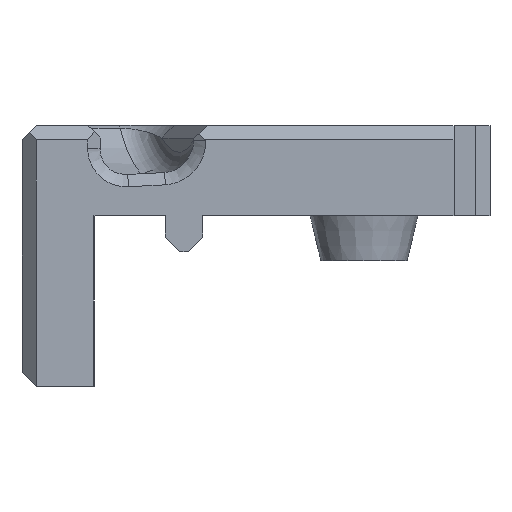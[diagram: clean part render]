
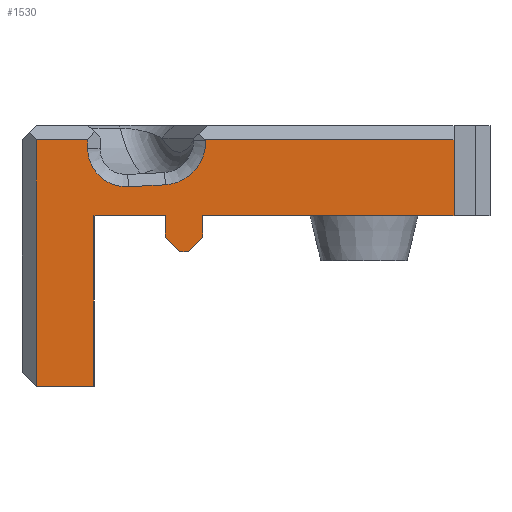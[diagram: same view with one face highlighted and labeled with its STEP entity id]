
A CAD part, left-side view. The second image highlights one B-rep face of the part: STEP entity #1530.
In plain terms, the highlighted planar face has unit normal (-1, 0, 0).
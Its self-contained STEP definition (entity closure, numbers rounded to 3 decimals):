
#43=B_SPLINE_CURVE_WITH_KNOTS('',3,(#2202,#2203,#2204,#2205,#2206,#2207,
#2208,#2209,#2210,#2211,#2212,#2213,#2214),.UNSPECIFIED.,.F.,.F.,(4,3,3,
3,4),(0.,0.25,0.5,0.75,1.),
 .UNSPECIFIED.);
#44=B_SPLINE_CURVE_WITH_KNOTS('',3,(#2216,#2217,#2218,#2219,#2220,#2221),
 .UNSPECIFIED.,.F.,.F.,(4,2,4),(0.,0.103,0.206),
 .UNSPECIFIED.);
#45=B_SPLINE_CURVE_WITH_KNOTS('',3,(#2223,#2224,#2225,#2226,#2227,#2228,
#2229,#2230,#2231,#2232,#2233,#2234,#2235),.UNSPECIFIED.,.F.,.F.,(4,3,3,
3,4),(0.,0.25,0.5,0.75,1.),
 .UNSPECIFIED.);
#74=FACE_OUTER_BOUND('',#163,.T.);
#163=EDGE_LOOP('',(#1033,#1034,#1035,#1036,#1037,#1038,#1039,#1040,#1041,
#1042,#1043,#1044,#1045,#1046,#1047,#1048,#1049,#1050));
#276=LINE('',#2126,#453);
#290=LINE('',#2157,#467);
#298=LINE('',#2182,#475);
#299=LINE('',#2184,#476);
#300=LINE('',#2185,#477);
#301=LINE('',#2187,#478);
#302=LINE('',#2189,#479);
#303=LINE('',#2191,#480);
#304=LINE('',#2193,#481);
#305=LINE('',#2194,#482);
#306=LINE('',#2196,#483);
#307=LINE('',#2198,#484);
#308=LINE('',#2200,#485);
#309=LINE('',#2237,#486);
#310=LINE('',#2238,#487);
#453=VECTOR('',#1737,3.962);
#467=VECTOR('',#1755,13.962);
#475=VECTOR('',#1773,13.7);
#476=VECTOR('',#1774,3.2);
#477=VECTOR('',#1775,9.5);
#478=VECTOR('',#1776,1.2);
#479=VECTOR('',#1777,1.131);
#480=VECTOR('',#1778,0.477);
#481=VECTOR('',#1779,1.131);
#482=VECTOR('',#1780,1.2);
#483=VECTOR('',#1781,4.2);
#484=VECTOR('',#1782,13.779);
#485=VECTOR('',#1783,0.038);
#486=VECTOR('',#1784,0.461);
#487=VECTOR('',#1785,2.853);
#630=VERTEX_POINT('',#2124);
#631=VERTEX_POINT('',#2125);
#645=VERTEX_POINT('',#2154);
#646=VERTEX_POINT('',#2156);
#657=VERTEX_POINT('',#2180);
#658=VERTEX_POINT('',#2181);
#659=VERTEX_POINT('',#2183);
#660=VERTEX_POINT('',#2186);
#661=VERTEX_POINT('',#2188);
#662=VERTEX_POINT('',#2190);
#663=VERTEX_POINT('',#2192);
#664=VERTEX_POINT('',#2195);
#665=VERTEX_POINT('',#2197);
#666=VERTEX_POINT('',#2199);
#667=VERTEX_POINT('',#2201);
#668=VERTEX_POINT('',#2215);
#669=VERTEX_POINT('',#2222);
#670=VERTEX_POINT('',#2236);
#776=EDGE_CURVE('',#630,#631,#276,.T.);
#791=EDGE_CURVE('',#646,#645,#290,.T.);
#803=EDGE_CURVE('',#657,#658,#298,.T.);
#804=EDGE_CURVE('',#659,#657,#299,.T.);
#805=EDGE_CURVE('',#659,#630,#300,.T.);
#806=EDGE_CURVE('',#631,#660,#301,.T.);
#807=EDGE_CURVE('',#660,#661,#302,.T.);
#808=EDGE_CURVE('',#662,#661,#303,.T.);
#809=EDGE_CURVE('',#662,#663,#304,.T.);
#810=EDGE_CURVE('',#646,#663,#305,.T.);
#811=EDGE_CURVE('',#645,#664,#306,.T.);
#812=EDGE_CURVE('',#665,#664,#307,.T.);
#813=EDGE_CURVE('',#665,#666,#308,.T.);
#814=EDGE_CURVE('',#666,#667,#43,.T.);
#815=EDGE_CURVE('',#667,#668,#44,.T.);
#816=EDGE_CURVE('',#668,#669,#45,.T.);
#817=EDGE_CURVE('',#669,#670,#309,.T.);
#818=EDGE_CURVE('',#658,#670,#310,.T.);
#1033=ORIENTED_EDGE('',*,*,#803,.F.);
#1034=ORIENTED_EDGE('',*,*,#804,.F.);
#1035=ORIENTED_EDGE('',*,*,#805,.T.);
#1036=ORIENTED_EDGE('',*,*,#776,.T.);
#1037=ORIENTED_EDGE('',*,*,#806,.T.);
#1038=ORIENTED_EDGE('',*,*,#807,.T.);
#1039=ORIENTED_EDGE('',*,*,#808,.F.);
#1040=ORIENTED_EDGE('',*,*,#809,.T.);
#1041=ORIENTED_EDGE('',*,*,#810,.F.);
#1042=ORIENTED_EDGE('',*,*,#791,.T.);
#1043=ORIENTED_EDGE('',*,*,#811,.T.);
#1044=ORIENTED_EDGE('',*,*,#812,.F.);
#1045=ORIENTED_EDGE('',*,*,#813,.T.);
#1046=ORIENTED_EDGE('',*,*,#814,.T.);
#1047=ORIENTED_EDGE('',*,*,#815,.T.);
#1048=ORIENTED_EDGE('',*,*,#816,.T.);
#1049=ORIENTED_EDGE('',*,*,#817,.T.);
#1050=ORIENTED_EDGE('',*,*,#818,.F.);
#1468=PLANE('',#1635);
#1530=ADVANCED_FACE('',(#74),#1468,.T.);
#1635=AXIS2_PLACEMENT_3D('',#2179,#1771,#1772);
#1737=DIRECTION('',(0.,-1.,0.));
#1755=DIRECTION('',(0.,-1.,0.));
#1771=DIRECTION('center_axis',(-1.,0.,0.));
#1772=DIRECTION('ref_axis',(0.,-1.,0.));
#1773=DIRECTION('',(0.,0.,1.));
#1774=DIRECTION('',(0.,1.,0.));
#1775=DIRECTION('',(0.,0.,1.));
#1776=DIRECTION('',(0.,0.,-1.));
#1777=DIRECTION('',(0.,-0.707,-0.707));
#1778=DIRECTION('',(0.,1.,0.));
#1779=DIRECTION('',(0.,-0.707,0.707));
#1780=DIRECTION('',(0.,0.,-1.));
#1781=DIRECTION('',(0.,0.,1.));
#1782=DIRECTION('',(0.,-1.,0.));
#1783=DIRECTION('',(0.,0.,-1.));
#1784=DIRECTION('',(0.,0.,1.));
#1785=DIRECTION('',(0.,-1.,0.));
#2124=CARTESIAN_POINT('',(-15.,20.,0.));
#2125=CARTESIAN_POINT('',(-15.,16.038,0.));
#2126=CARTESIAN_POINT('',(-15.,20.,0.));
#2154=CARTESIAN_POINT('',(-15.,0.,0.));
#2156=CARTESIAN_POINT('',(-15.,13.962,0.));
#2157=CARTESIAN_POINT('',(-15.,13.962,0.));
#2179=CARTESIAN_POINT('Origin',(-15.,20.,0.));
#2180=CARTESIAN_POINT('',(-15.,23.2,-9.5));
#2181=CARTESIAN_POINT('',(-15.,23.2,4.2));
#2182=CARTESIAN_POINT('',(-15.,23.2,-9.5));
#2183=CARTESIAN_POINT('',(-15.,20.,-9.5));
#2184=CARTESIAN_POINT('',(-15.,20.,-9.5));
#2185=CARTESIAN_POINT('',(-15.,20.,-9.5));
#2186=CARTESIAN_POINT('',(-15.,16.038,-1.2));
#2187=CARTESIAN_POINT('',(-15.,16.038,0.));
#2188=CARTESIAN_POINT('',(-15.,15.238,-2.));
#2189=CARTESIAN_POINT('',(-15.,16.038,-1.2));
#2190=CARTESIAN_POINT('',(-15.,14.762,-2.));
#2191=CARTESIAN_POINT('',(-15.,14.762,-2.));
#2192=CARTESIAN_POINT('',(-15.,13.962,-1.2));
#2193=CARTESIAN_POINT('',(-15.,14.762,-2.));
#2194=CARTESIAN_POINT('',(-15.,13.962,0.));
#2195=CARTESIAN_POINT('',(-15.,0.,4.2));
#2196=CARTESIAN_POINT('',(-15.,0.,0.));
#2197=CARTESIAN_POINT('',(-15.,13.779,4.2));
#2198=CARTESIAN_POINT('',(-15.,13.779,4.2));
#2199=CARTESIAN_POINT('',(-15.,13.779,4.162));
#2200=CARTESIAN_POINT('',(-15.,13.779,4.2));
#2201=CARTESIAN_POINT('',(-15.,16.037,1.706));
#2202=CARTESIAN_POINT('Ctrl Pts',(-15.,13.779,4.162));
#2203=CARTESIAN_POINT('Ctrl Pts',(-15.,13.779,3.853));
#2204=CARTESIAN_POINT('Ctrl Pts',(-15.,13.838,3.543));
#2205=CARTESIAN_POINT('Ctrl Pts',(-15.,13.953,3.252));
#2206=CARTESIAN_POINT('Ctrl Pts',(-15.,14.068,2.96));
#2207=CARTESIAN_POINT('Ctrl Pts',(-15.,14.24,2.688));
#2208=CARTESIAN_POINT('Ctrl Pts',(-15.,14.454,2.46));
#2209=CARTESIAN_POINT('Ctrl Pts',(-15.,14.667,2.232));
#2210=CARTESIAN_POINT('Ctrl Pts',(-15.,14.923,2.049));
#2211=CARTESIAN_POINT('Ctrl Pts',(-15.,15.193,1.921));
#2212=CARTESIAN_POINT('Ctrl Pts',(-15.,15.463,1.794));
#2213=CARTESIAN_POINT('Ctrl Pts',(-15.,15.747,1.723));
#2214=CARTESIAN_POINT('Ctrl Pts',(-15.,16.037,1.706));
#2215=CARTESIAN_POINT('',(-15.,18.09,1.598));
#2216=CARTESIAN_POINT('Ctrl Pts',(-15.,16.037,1.706));
#2217=CARTESIAN_POINT('Ctrl Pts',(-15.,16.379,1.687));
#2218=CARTESIAN_POINT('Ctrl Pts',(-15.,16.721,1.668));
#2219=CARTESIAN_POINT('Ctrl Pts',(-15.,17.405,1.632));
#2220=CARTESIAN_POINT('Ctrl Pts',(-15.,17.747,1.615));
#2221=CARTESIAN_POINT('Ctrl Pts',(-15.,18.09,1.598));
#2222=CARTESIAN_POINT('',(-15.,20.347,3.739));
#2223=CARTESIAN_POINT('Ctrl Pts',(-15.,18.09,1.598));
#2224=CARTESIAN_POINT('Ctrl Pts',(-15.,18.384,1.584));
#2225=CARTESIAN_POINT('Ctrl Pts',(-15.,18.685,1.629));
#2226=CARTESIAN_POINT('Ctrl Pts',(-15.,18.962,1.732));
#2227=CARTESIAN_POINT('Ctrl Pts',(-15.,19.24,1.834));
#2228=CARTESIAN_POINT('Ctrl Pts',(-15.,19.495,1.994));
#2229=CARTESIAN_POINT('Ctrl Pts',(-15.,19.705,2.2));
#2230=CARTESIAN_POINT('Ctrl Pts',(-15.,19.916,2.406));
#2231=CARTESIAN_POINT('Ctrl Pts',(-15.,20.082,2.658));
#2232=CARTESIAN_POINT('Ctrl Pts',(-15.,20.19,2.922));
#2233=CARTESIAN_POINT('Ctrl Pts',(-15.,20.298,3.186));
#2234=CARTESIAN_POINT('Ctrl Pts',(-15.,20.347,3.462));
#2235=CARTESIAN_POINT('Ctrl Pts',(-15.,20.347,3.739));
#2236=CARTESIAN_POINT('',(-15.,20.347,4.2));
#2237=CARTESIAN_POINT('',(-15.,20.347,3.739));
#2238=CARTESIAN_POINT('',(-15.,23.2,4.2));
